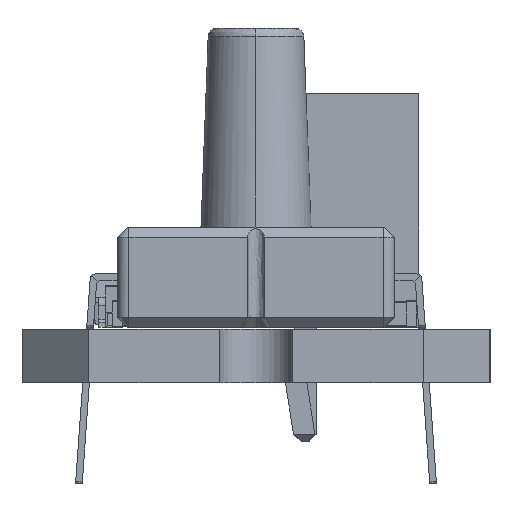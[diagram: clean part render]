
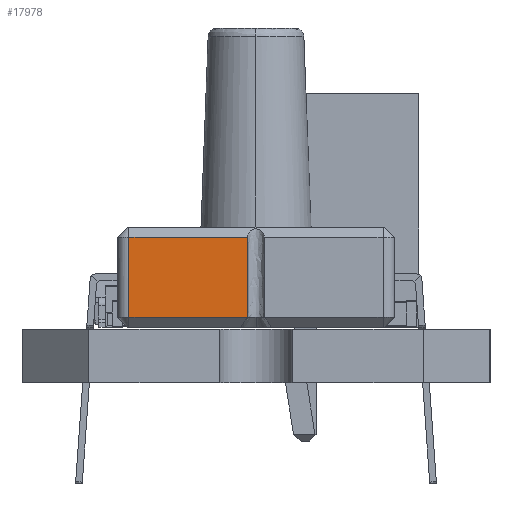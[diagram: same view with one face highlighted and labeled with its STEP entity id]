
A CAD part, left-side view. The second image highlights one B-rep face of the part: STEP entity #17978.
In plain terms, the highlighted free-form (B-spline) face has degree [1, 1] with [2, 2] control points.
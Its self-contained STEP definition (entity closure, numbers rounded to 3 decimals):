
#13937 = ( BOUNDED_SURFACE() B_SPLINE_SURFACE(2,1,(
    (#13938,#13939)
    ,(#13940,#13941)
    ,(#13942,#13943)
    ,(#13944,#13945)
    ,(#13946,#13947
)),.UNSPECIFIED.,.F.,.F.,.F.) B_SPLINE_SURFACE_WITH_KNOTS((3,2,3),(2,2),
  (1.571,3.142,4.712),(0.4,3.051),
.PIECEWISE_BEZIER_KNOTS.) GEOMETRIC_REPRESENTATION_ITEM() 
RATIONAL_B_SPLINE_SURFACE((
    (1.,1.)
    ,(0.707,0.707)
    ,(1.,1.)
    ,(0.707,0.707)
,(1.,1.))) REPRESENTATION_ITEM('') SURFACE() );
#13938 = CARTESIAN_POINT('',(0.25,0.3,4.15));
#13939 = CARTESIAN_POINT('',(0.25,2.951,4.15));
#13940 = CARTESIAN_POINT('',(0.25,0.3,3.9));
#13941 = CARTESIAN_POINT('',(0.25,2.951,3.9));
#13942 = CARTESIAN_POINT('',(0.,0.3,3.9));
#13943 = CARTESIAN_POINT('',(0.,2.951,3.9));
#13944 = CARTESIAN_POINT('',(-0.25,0.3,3.9));
#13945 = CARTESIAN_POINT('',(-0.25,2.951,3.9));
#13946 = CARTESIAN_POINT('',(-0.25,0.3,4.15));
#13947 = CARTESIAN_POINT('',(-0.25,2.951,4.15));
#17775 = B_SPLINE_SURFACE_WITH_KNOTS('',1,1,(
    (#17776,#17777)
    ,(#17778,#17779
    )),.UNSPECIFIED.,.F.,.F.,.F.,(2,2),(2,2),(-3.8,3.8),(-0.283
    ,0.424),.PIECEWISE_BEZIER_KNOTS.);
#17776 = CARTESIAN_POINT('',(3.8,3.2,3.65));
#17777 = CARTESIAN_POINT('',(3.8,2.7,4.15));
#17778 = CARTESIAN_POINT('',(-3.8,3.2,3.65));
#17779 = CARTESIAN_POINT('',(-3.8,2.7,4.15));
#17978 = ADVANCED_FACE('',(#17979),#17992,.F.);
#17979 = FACE_BOUND('',#17980,.F.);
#17980 = EDGE_LOOP('',(#17981,#18008,#18029,#18054));
#17981 = ORIENTED_EDGE('',*,*,#17982,.F.);
#17982 = EDGE_CURVE('',#17983,#17985,#17987,.T.);
#17983 = VERTEX_POINT('',#17984);
#17984 = CARTESIAN_POINT('',(-0.25,2.7,4.15));
#17985 = VERTEX_POINT('',#17986);
#17986 = CARTESIAN_POINT('',(-3.8,2.7,4.15));
#17987 = SURFACE_CURVE('',#17988,(#17991,#18002),.PCURVE_S1.);
#17988 = B_SPLINE_CURVE_WITH_KNOTS('',1,(#17989,#17990),.UNSPECIFIED.,
  .F.,.F.,(2,2),(-3.55,0.),.PIECEWISE_BEZIER_KNOTS.);
#17989 = CARTESIAN_POINT('',(-0.25,2.7,4.15));
#17990 = CARTESIAN_POINT('',(-3.8,2.7,4.15));
#17991 = PCURVE('',#17992,#17997);
#17992 = B_SPLINE_SURFACE_WITH_KNOTS('',1,1,(
    (#17993,#17994)
    ,(#17995,#17996
    )),.UNSPECIFIED.,.F.,.F.,.F.,(2,2),(2,2),(4.4,7.95),(-2.7,-0.3),
  .PIECEWISE_BEZIER_KNOTS.);
#17993 = CARTESIAN_POINT('',(-0.25,0.3,4.15));
#17994 = CARTESIAN_POINT('',(-0.25,2.7,4.15));
#17995 = CARTESIAN_POINT('',(-3.8,0.3,4.15));
#17996 = CARTESIAN_POINT('',(-3.8,2.7,4.15));
#17997 = DEFINITIONAL_REPRESENTATION('',(#17998),#18001);
#17998 = B_SPLINE_CURVE_WITH_KNOTS('',1,(#17999,#18000),.UNSPECIFIED.,
  .F.,.F.,(2,2),(-3.55,0.),.PIECEWISE_BEZIER_KNOTS.);
#17999 = CARTESIAN_POINT('',(4.4,-0.3));
#18000 = CARTESIAN_POINT('',(7.95,-0.3));
#18001 = ( GEOMETRIC_REPRESENTATION_CONTEXT(2) 
PARAMETRIC_REPRESENTATION_CONTEXT() REPRESENTATION_CONTEXT('2D SPACE',''
  ) );
#18002 = PCURVE('',#17775,#18003);
#18003 = DEFINITIONAL_REPRESENTATION('',(#18004),#18007);
#18004 = B_SPLINE_CURVE_WITH_KNOTS('',1,(#18005,#18006),.UNSPECIFIED.,
  .F.,.F.,(2,2),(-3.55,0.),.PIECEWISE_BEZIER_KNOTS.);
#18005 = CARTESIAN_POINT('',(0.25,0.424));
#18006 = CARTESIAN_POINT('',(3.8,0.424));
#18007 = ( GEOMETRIC_REPRESENTATION_CONTEXT(2) 
PARAMETRIC_REPRESENTATION_CONTEXT() REPRESENTATION_CONTEXT('2D SPACE',''
  ) );
#18008 = ORIENTED_EDGE('',*,*,#18009,.F.);
#18009 = EDGE_CURVE('',#18010,#17983,#18012,.T.);
#18010 = VERTEX_POINT('',#18011);
#18011 = CARTESIAN_POINT('',(-0.25,0.3,4.15));
#18012 = SURFACE_CURVE('',#18013,(#18016,#18022),.PCURVE_S1.);
#18013 = B_SPLINE_CURVE_WITH_KNOTS('',1,(#18014,#18015),.UNSPECIFIED.,
  .F.,.F.,(2,2),(0.4,2.8),.PIECEWISE_BEZIER_KNOTS.);
#18014 = CARTESIAN_POINT('',(-0.25,0.3,4.15));
#18015 = CARTESIAN_POINT('',(-0.25,2.7,4.15));
#18016 = PCURVE('',#17992,#18017);
#18017 = DEFINITIONAL_REPRESENTATION('',(#18018),#18021);
#18018 = B_SPLINE_CURVE_WITH_KNOTS('',1,(#18019,#18020),.UNSPECIFIED.,
  .F.,.F.,(2,2),(0.4,2.8),.PIECEWISE_BEZIER_KNOTS.);
#18019 = CARTESIAN_POINT('',(4.4,-2.7));
#18020 = CARTESIAN_POINT('',(4.4,-0.3));
#18021 = ( GEOMETRIC_REPRESENTATION_CONTEXT(2) 
PARAMETRIC_REPRESENTATION_CONTEXT() REPRESENTATION_CONTEXT('2D SPACE',''
  ) );
#18022 = PCURVE('',#13937,#18023);
#18023 = DEFINITIONAL_REPRESENTATION('',(#18024),#18028);
#18024 = B_SPLINE_CURVE_WITH_KNOTS('',2,(#18025,#18026,#18027),
  .UNSPECIFIED.,.F.,.F.,(3,3),(0.4,2.8),.PIECEWISE_BEZIER_KNOTS.);
#18025 = CARTESIAN_POINT('',(4.712,0.4));
#18026 = CARTESIAN_POINT('',(4.712,1.6));
#18027 = CARTESIAN_POINT('',(4.712,2.8));
#18028 = ( GEOMETRIC_REPRESENTATION_CONTEXT(2) 
PARAMETRIC_REPRESENTATION_CONTEXT() REPRESENTATION_CONTEXT('2D SPACE',''
  ) );
#18029 = ORIENTED_EDGE('',*,*,#18030,.F.);
#18030 = EDGE_CURVE('',#18031,#18010,#18033,.T.);
#18031 = VERTEX_POINT('',#18032);
#18032 = CARTESIAN_POINT('',(-3.8,0.3,4.15));
#18033 = SURFACE_CURVE('',#18034,(#18037,#18043),.PCURVE_S1.);
#18034 = B_SPLINE_CURVE_WITH_KNOTS('',1,(#18035,#18036),.UNSPECIFIED.,
  .F.,.F.,(2,2),(-7.95,-4.4),.PIECEWISE_BEZIER_KNOTS.);
#18035 = CARTESIAN_POINT('',(-3.8,0.3,4.15));
#18036 = CARTESIAN_POINT('',(-0.25,0.3,4.15));
#18037 = PCURVE('',#17992,#18038);
#18038 = DEFINITIONAL_REPRESENTATION('',(#18039),#18042);
#18039 = B_SPLINE_CURVE_WITH_KNOTS('',1,(#18040,#18041),.UNSPECIFIED.,
  .F.,.F.,(2,2),(-7.95,-4.4),.PIECEWISE_BEZIER_KNOTS.);
#18040 = CARTESIAN_POINT('',(7.95,-2.7));
#18041 = CARTESIAN_POINT('',(4.4,-2.7));
#18042 = ( GEOMETRIC_REPRESENTATION_CONTEXT(2) 
PARAMETRIC_REPRESENTATION_CONTEXT() REPRESENTATION_CONTEXT('2D SPACE',''
  ) );
#18043 = PCURVE('',#18044,#18049);
#18044 = B_SPLINE_SURFACE_WITH_KNOTS('',1,1,(
    (#18045,#18046)
    ,(#18047,#18048
  )),.UNSPECIFIED.,.F.,.F.,.F.,(2,2),(2,2),(-7.95,-4.4),(0.,
    0.424),.PIECEWISE_BEZIER_KNOTS.);
#18045 = CARTESIAN_POINT('',(-3.8,0.3,4.15));
#18046 = CARTESIAN_POINT('',(-3.8,0.,3.85));
#18047 = CARTESIAN_POINT('',(-0.25,0.3,4.15));
#18048 = CARTESIAN_POINT('',(-0.25,0.,3.85));
#18049 = DEFINITIONAL_REPRESENTATION('',(#18050),#18053);
#18050 = B_SPLINE_CURVE_WITH_KNOTS('',1,(#18051,#18052),.UNSPECIFIED.,
  .F.,.F.,(2,2),(-7.95,-4.4),.PIECEWISE_BEZIER_KNOTS.);
#18051 = CARTESIAN_POINT('',(-7.95,0.));
#18052 = CARTESIAN_POINT('',(-4.4,0.));
#18053 = ( GEOMETRIC_REPRESENTATION_CONTEXT(2) 
PARAMETRIC_REPRESENTATION_CONTEXT() REPRESENTATION_CONTEXT('2D SPACE',''
  ) );
#18054 = ORIENTED_EDGE('',*,*,#18055,.F.);
#18055 = EDGE_CURVE('',#17985,#18031,#18056,.T.);
#18056 = SURFACE_CURVE('',#18057,(#18060,#18066),.PCURVE_S1.);
#18057 = B_SPLINE_CURVE_WITH_KNOTS('',1,(#18058,#18059),.UNSPECIFIED.,
  .F.,.F.,(2,2),(0.3,2.7),.PIECEWISE_BEZIER_KNOTS.);
#18058 = CARTESIAN_POINT('',(-3.8,2.7,4.15));
#18059 = CARTESIAN_POINT('',(-3.8,0.3,4.15));
#18060 = PCURVE('',#17992,#18061);
#18061 = DEFINITIONAL_REPRESENTATION('',(#18062),#18065);
#18062 = B_SPLINE_CURVE_WITH_KNOTS('',1,(#18063,#18064),.UNSPECIFIED.,
  .F.,.F.,(2,2),(0.3,2.7),.PIECEWISE_BEZIER_KNOTS.);
#18063 = CARTESIAN_POINT('',(7.95,-0.3));
#18064 = CARTESIAN_POINT('',(7.95,-2.7));
#18065 = ( GEOMETRIC_REPRESENTATION_CONTEXT(2) 
PARAMETRIC_REPRESENTATION_CONTEXT() REPRESENTATION_CONTEXT('2D SPACE',''
  ) );
#18066 = PCURVE('',#18067,#18074);
#18067 = ( BOUNDED_SURFACE() B_SPLINE_SURFACE(2,1,(
    (#18068,#18069)
    ,(#18070,#18071)
    ,(#18072,#18073
)),.UNSPECIFIED.,.F.,.F.,.F.) B_SPLINE_SURFACE_WITH_KNOTS((3,3),(2,2),(
    3.142,4.712),(0.3,2.7),.PIECEWISE_BEZIER_KNOTS.) 
GEOMETRIC_REPRESENTATION_ITEM() RATIONAL_B_SPLINE_SURFACE((
    (1.,1.)
    ,(0.707,0.707)
,(1.,1.))) REPRESENTATION_ITEM('') SURFACE() );
#18068 = CARTESIAN_POINT('',(-3.8,2.7,4.15));
#18069 = CARTESIAN_POINT('',(-3.8,0.3,4.15));
#18070 = CARTESIAN_POINT('',(-4.15,2.7,4.15));
#18071 = CARTESIAN_POINT('',(-4.15,0.3,4.15));
#18072 = CARTESIAN_POINT('',(-4.15,2.7,3.8));
#18073 = CARTESIAN_POINT('',(-4.15,0.3,3.8));
#18074 = DEFINITIONAL_REPRESENTATION('',(#18075),#18079);
#18075 = B_SPLINE_CURVE_WITH_KNOTS('',2,(#18076,#18077,#18078),
  .UNSPECIFIED.,.F.,.F.,(3,3),(0.3,2.7),.PIECEWISE_BEZIER_KNOTS.);
#18076 = CARTESIAN_POINT('',(3.142,0.3));
#18077 = CARTESIAN_POINT('',(3.142,1.5));
#18078 = CARTESIAN_POINT('',(3.142,2.7));
#18079 = ( GEOMETRIC_REPRESENTATION_CONTEXT(2) 
PARAMETRIC_REPRESENTATION_CONTEXT() REPRESENTATION_CONTEXT('2D SPACE',''
  ) );
